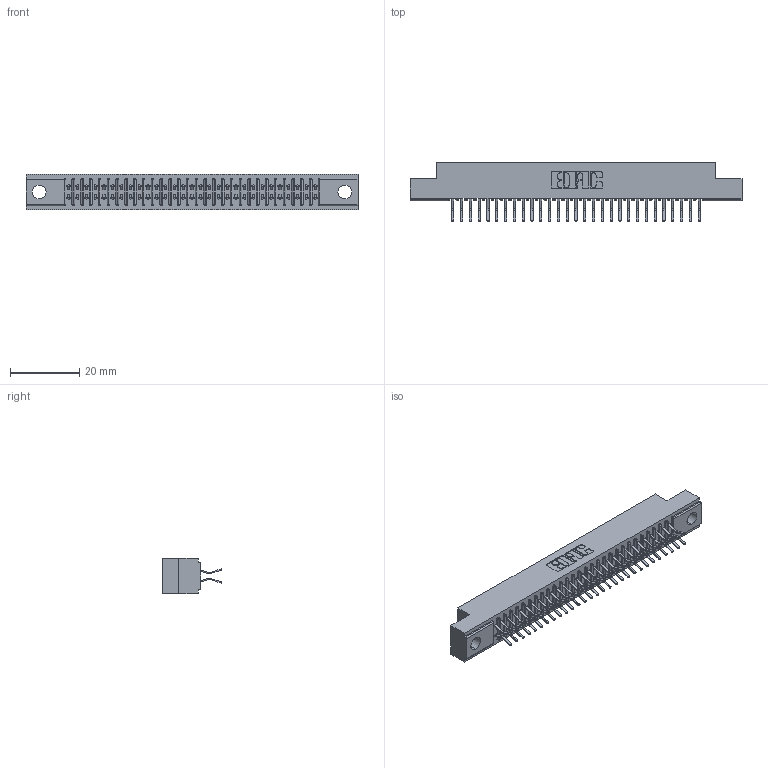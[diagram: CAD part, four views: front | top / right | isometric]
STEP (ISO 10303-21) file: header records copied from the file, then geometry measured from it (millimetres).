
FILE_DESCRIPTION (( 'STEP AP203' ), '1' );
FILE_NAME ('391-058-556-204.STEP', '2018-08-09T12:02:42', ( '' ), ( '' ), 'SwSTEP 2.0', 'SolidWorks 2016', '' );
FILE_SCHEMA (( 'CONFIG_CONTROL_DESIGN' ));
Length unit declared in the file: inch
Products named in the file (3): 341-292-001_341-292-156; 391-058-556-204; 341 Part_.156 (3.96) Dia Mounting Holes
Assembly tree (59 placements, depth 2):
  391-058-556-204
    341 Part_.156 (3.96) Dia Mounting Holes
    341-292-001_341-292-156  x58
Bounding box: 95.89 x 17.07 x 10.16 mm (x, y, z)
Volume: 6981.7 mm3; surface area: 12008 mm2
Topology: 59 solids, 59 shells, 4190 faces, 12155 edges, 7886 vertices
Faces by surface type: plane 2402, cylinder 1672, sphere 60, torus 56
Entity records: 37386 total; most frequent: CARTESIAN_POINT 6221, ORIENTED_EDGE 6178, DIRECTION 6043, EDGE_CURVE 3089, VECTOR 2483, LINE 2483, VERTEX_POINT 1958, AXIS2_PLACEMENT_3D 1780
